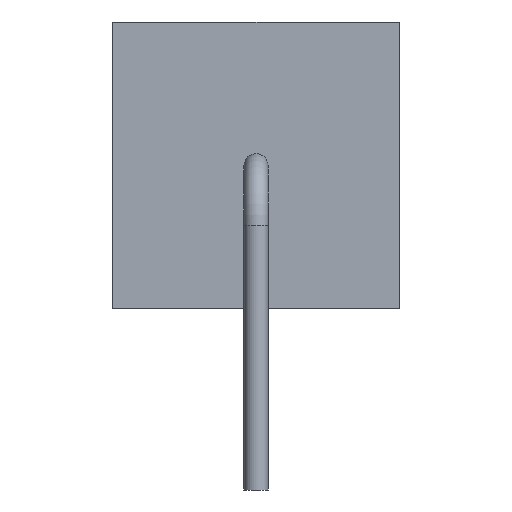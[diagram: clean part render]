
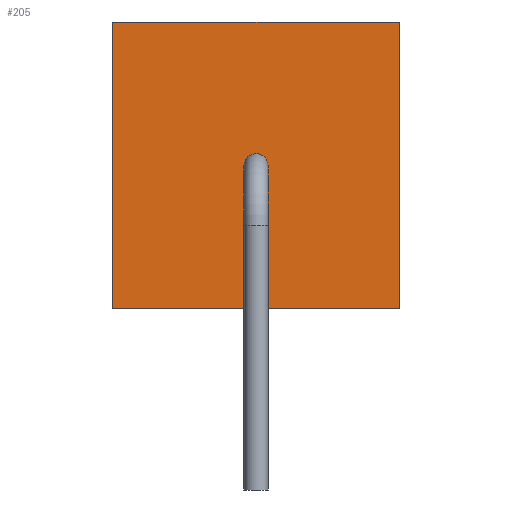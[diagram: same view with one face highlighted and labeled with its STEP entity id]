
A CAD part, left-side view. The second image highlights one B-rep face of the part: STEP entity #205.
In plain terms, the highlighted planar face has unit normal (-1, 0, 0).
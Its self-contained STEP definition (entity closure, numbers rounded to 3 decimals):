
#15=FACE_BOUND('',#52,.T.);
#20=PLANE('',#245);
#26=B_SPLINE_CURVE_WITH_KNOTS('',3,(#357,#358,#359,#360,#361,#362,#363,
#364,#365,#366,#367,#368,#369,#370,#371,#372,#373,#374),.UNSPECIFIED.,.F.,
 .F.,(4,2,2,2,2,2,2,2,4),(0.,0.015,0.03,0.044,
0.059,0.074,0.089,0.104,
0.119),.UNSPECIFIED.);
#27=B_SPLINE_CURVE_WITH_KNOTS('',3,(#375,#376,#377,#378,#379,#380,#381,
#382,#383,#384,#385,#386,#387,#388,#389,#390,#391,#392),.UNSPECIFIED.,.F.,
 .F.,(4,2,2,2,2,2,2,2,4),(0.119,0.134,0.149,
0.164,0.178,0.193,0.208,
0.223,0.238),.UNSPECIFIED.);
#38=FACE_OUTER_BOUND('',#51,.T.);
#51=EDGE_LOOP('',(#170,#171,#172,#173));
#52=EDGE_LOOP('',(#174,#175));
#64=LINE('',#418,#78);
#65=LINE('',#421,#79);
#66=LINE('',#423,#80);
#67=LINE('',#424,#81);
#78=VECTOR('',#291,10.);
#79=VECTOR('',#294,10.);
#80=VECTOR('',#295,10.);
#81=VECTOR('',#296,10.);
#97=VERTEX_POINT('',#355);
#98=VERTEX_POINT('',#356);
#106=VERTEX_POINT('',#414);
#107=VERTEX_POINT('',#416);
#108=VERTEX_POINT('',#420);
#109=VERTEX_POINT('',#422);
#117=EDGE_CURVE('',#97,#98,#26,.T.);
#118=EDGE_CURVE('',#98,#97,#27,.T.);
#130=EDGE_CURVE('',#106,#107,#64,.T.);
#131=EDGE_CURVE('',#106,#108,#65,.T.);
#132=EDGE_CURVE('',#109,#107,#66,.T.);
#133=EDGE_CURVE('',#108,#109,#67,.T.);
#170=ORIENTED_EDGE('',*,*,#131,.F.);
#171=ORIENTED_EDGE('',*,*,#130,.T.);
#172=ORIENTED_EDGE('',*,*,#132,.F.);
#173=ORIENTED_EDGE('',*,*,#133,.F.);
#174=ORIENTED_EDGE('',*,*,#117,.T.);
#175=ORIENTED_EDGE('',*,*,#118,.T.);
#205=ADVANCED_FACE('',(#38,#15),#20,.T.);
#245=AXIS2_PLACEMENT_3D('',#419,#292,#293);
#291=DIRECTION('',(0.,0.,1.));
#292=DIRECTION('center_axis',(-1.,0.,0.));
#293=DIRECTION('ref_axis',(0.,-1.,0.));
#294=DIRECTION('',(0.,1.,0.));
#295=DIRECTION('',(0.,-1.,0.));
#296=DIRECTION('',(0.,0.,1.));
#355=CARTESIAN_POINT('',(-18.25,0.,5.137));
#356=CARTESIAN_POINT('',(-18.25,0.,4.33));
#357=CARTESIAN_POINT('Ctrl Pts',(-18.25,0.,5.137));
#358=CARTESIAN_POINT('Ctrl Pts',(-18.25,-0.049,5.137));
#359=CARTESIAN_POINT('Ctrl Pts',(-18.25,-0.107,5.125));
#360=CARTESIAN_POINT('Ctrl Pts',(-18.25,-0.198,5.088));
#361=CARTESIAN_POINT('Ctrl Pts',(-18.25,-0.248,5.054));
#362=CARTESIAN_POINT('Ctrl Pts',(-18.25,-0.317,4.984));
#363=CARTESIAN_POINT('Ctrl Pts',(-18.25,-0.35,4.935));
#364=CARTESIAN_POINT('Ctrl Pts',(-18.25,-0.388,4.843));
#365=CARTESIAN_POINT('Ctrl Pts',(-18.25,-0.4,4.784));
#366=CARTESIAN_POINT('Ctrl Pts',(-18.25,-0.4,4.684));
#367=CARTESIAN_POINT('Ctrl Pts',(-18.25,-0.388,4.626));
#368=CARTESIAN_POINT('Ctrl Pts',(-18.25,-0.35,4.533));
#369=CARTESIAN_POINT('Ctrl Pts',(-18.25,-0.317,4.484));
#370=CARTESIAN_POINT('Ctrl Pts',(-18.25,-0.247,4.413));
#371=CARTESIAN_POINT('Ctrl Pts',(-18.25,-0.198,4.38));
#372=CARTESIAN_POINT('Ctrl Pts',(-18.25,-0.107,4.342));
#373=CARTESIAN_POINT('Ctrl Pts',(-18.25,-0.049,4.33));
#374=CARTESIAN_POINT('Ctrl Pts',(-18.25,0.,4.33));
#375=CARTESIAN_POINT('Ctrl Pts',(-18.25,0.,4.33));
#376=CARTESIAN_POINT('Ctrl Pts',(-18.25,0.049,4.33));
#377=CARTESIAN_POINT('Ctrl Pts',(-18.25,0.107,4.342));
#378=CARTESIAN_POINT('Ctrl Pts',(-18.25,0.198,4.38));
#379=CARTESIAN_POINT('Ctrl Pts',(-18.25,0.247,4.413));
#380=CARTESIAN_POINT('Ctrl Pts',(-18.25,0.317,4.484));
#381=CARTESIAN_POINT('Ctrl Pts',(-18.25,0.35,4.533));
#382=CARTESIAN_POINT('Ctrl Pts',(-18.25,0.388,4.626));
#383=CARTESIAN_POINT('Ctrl Pts',(-18.25,0.4,4.684));
#384=CARTESIAN_POINT('Ctrl Pts',(-18.25,0.4,4.784));
#385=CARTESIAN_POINT('Ctrl Pts',(-18.25,0.388,4.843));
#386=CARTESIAN_POINT('Ctrl Pts',(-18.25,0.35,4.935));
#387=CARTESIAN_POINT('Ctrl Pts',(-18.25,0.317,4.984));
#388=CARTESIAN_POINT('Ctrl Pts',(-18.25,0.248,5.054));
#389=CARTESIAN_POINT('Ctrl Pts',(-18.25,0.198,5.088));
#390=CARTESIAN_POINT('Ctrl Pts',(-18.25,0.107,5.125));
#391=CARTESIAN_POINT('Ctrl Pts',(-18.25,0.049,5.137));
#392=CARTESIAN_POINT('Ctrl Pts',(-18.25,0.,5.137));
#414=CARTESIAN_POINT('',(-18.25,-4.75,0.));
#416=CARTESIAN_POINT('',(-18.25,-4.75,9.5));
#418=CARTESIAN_POINT('',(-18.25,-4.75,0.));
#419=CARTESIAN_POINT('Origin',(-18.25,4.75,0.));
#420=CARTESIAN_POINT('',(-18.25,4.75,0.));
#421=CARTESIAN_POINT('',(-18.25,-4.75,0.));
#422=CARTESIAN_POINT('',(-18.25,4.75,9.5));
#423=CARTESIAN_POINT('',(-18.25,-4.75,9.5));
#424=CARTESIAN_POINT('',(-18.25,4.75,0.));
